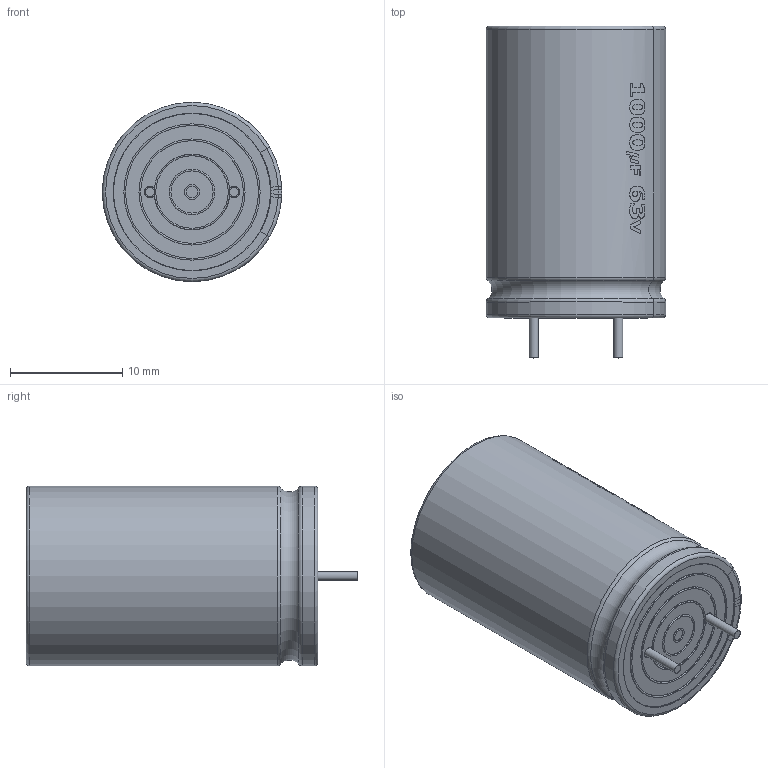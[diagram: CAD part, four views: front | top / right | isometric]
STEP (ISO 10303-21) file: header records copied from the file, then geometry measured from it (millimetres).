
FILE_DESCRIPTION(/* description */ (''),/* implementation_level */ '2;1');
FILE_NAME(/* name */ '1000uF 63V electr -16x26mm -P.diameter 7.5mm .stp',/* time_stamp */ '2022-03-11T22:53:39+01:00',/* author */ ('JOSE LUIS'),/* organization */ (''),/* preprocessor_version */ 'ST-DEVELOPER v18',/* originating_system */ 'Autodesk Inventor 2020',/* authorisation */ '');
FILE_SCHEMA (('AUTOMOTIVE_DESIGN { 1 0 10303 214 3 1 1 }'));
Length unit declared in the file: millimetre
Products named in the file (1): 1000uF 63V electr -16x26mm -P.diameter 7.5mm 
Bounding box: 16 x 29.57 x 16 mm (x, y, z)
Volume: 5166.9 mm3; surface area: 1754 mm2
Topology: 3 solids, 3 shells, 123 faces, 517 edges, 428 vertices
Faces by surface type: cylinder 60, plane 38, torus 25
Full cylindrical faces by diameter (mm): 0.8 x2, 1 x2, 1.05 x1, 1.35 x1, 3.75 x1, 4.05 x1, 6.45 x1, 9.15 x1, 9.45 x1, 11.85 x1, 12.15 x1, 14 x2
Entity records: 6841 total; most frequent: CARTESIAN_POINT 2200, ORIENTED_EDGE 1034, DIRECTION 855, EDGE_CURVE 517, VERTEX_POINT 428, AXIS2_PLACEMENT_3D 354, CIRCLE 226, EDGE_LOOP 155
